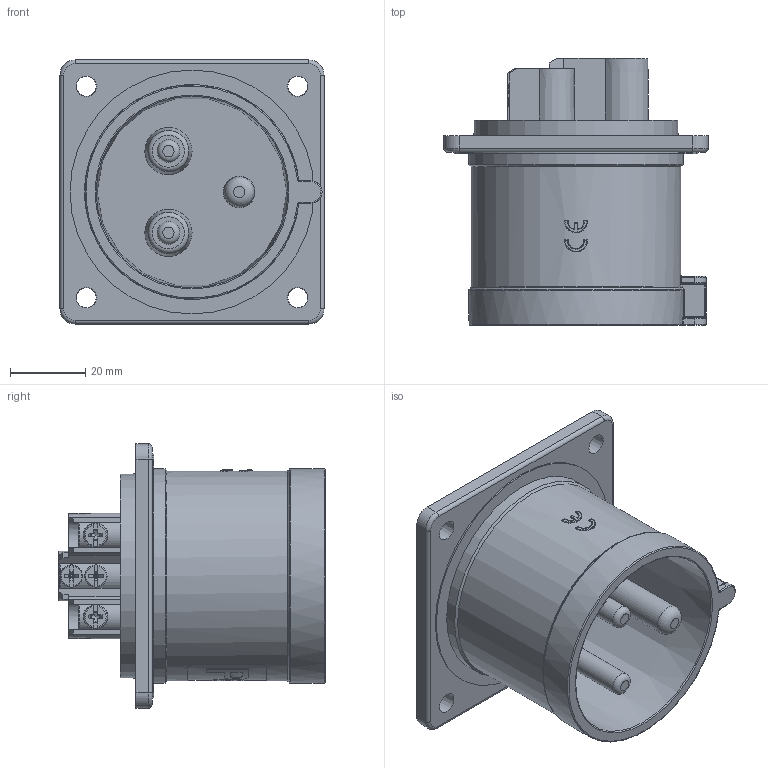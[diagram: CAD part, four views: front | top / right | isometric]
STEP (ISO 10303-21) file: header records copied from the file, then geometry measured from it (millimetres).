
FILE_DESCRIPTION (( 'STEP AP203' ), '1' );
FILE_NAME ('623-6.STEP', '2017-12-20T12:36:29', ( '' ), ( '' ), 'SwSTEP 2.0', 'SolidWorks 2016', '' );
FILE_SCHEMA (( 'CONFIG_CONTROL_DESIGN' ));
Length unit declared in the file: millimetre
Products named in the file (1): 623-6
Bounding box: 70 x 70.7 x 70 mm (x, y, z)
Volume: 53736 mm3; surface area: 39484.8 mm2
Topology: 1 solids, 4 shells, 550 faces, 1373 edges, 869 vertices
Faces by surface type: plane 262, cylinder 96, bspline 78, cone 63, torus 45, sphere 6
Full cylindrical faces by diameter (mm): 3.4 x2, 4 x2, 4.7 x3, 6 x4, 6.2 x2, 8 x2, 8.4 x1, 8.5 x2, 10 x1, 55.646 x1, 56.9 x1, 64.6 x1
Entity records: 21191 total; most frequent: CARTESIAN_POINT 9337, ORIENTED_EDGE 2496, DIRECTION 2177, EDGE_CURVE 1248, AXIS2_PLACEMENT_3D 828, VERTEX_POINT 820, EDGE_LOOP 678, FACE_OUTER_BOUND 584
